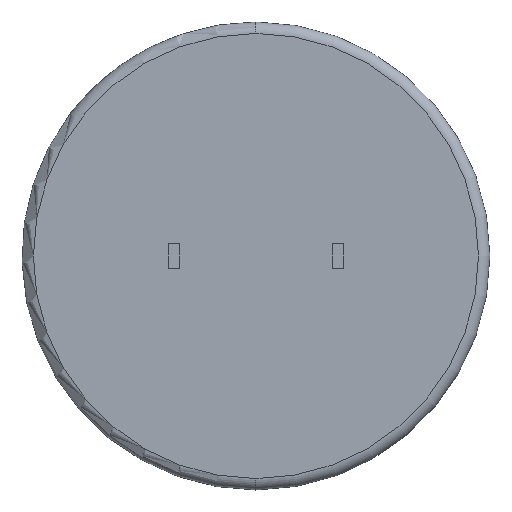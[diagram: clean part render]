
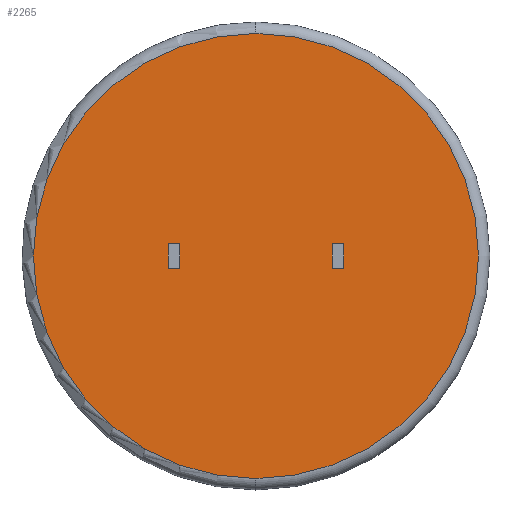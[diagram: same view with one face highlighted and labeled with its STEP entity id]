
A CAD part, front view. The second image highlights one B-rep face of the part: STEP entity #2265.
In plain terms, the highlighted planar face has unit normal (0, -1, 0).
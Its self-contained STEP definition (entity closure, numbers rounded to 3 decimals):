
#16 = FACE_BOUND ( 'NONE', #2322, .T. ) ;
#20 = EDGE_CURVE ( 'NONE', #1421, #1334, #371, .T. ) ;
#87 = FACE_BOUND ( 'NONE', #847, .T. ) ;
#113 = AXIS2_PLACEMENT_3D ( 'NONE', #681, #519, #700 ) ;
#116 = EDGE_CURVE ( 'NONE', #1244, #1368, #1473, .T. ) ;
#181 = DIRECTION ( 'NONE',  ( -1., 0., 0. ) ) ;
#193 = CARTESIAN_POINT ( 'NONE',  ( -4.73, 0., -0.75 ) ) ;
#241 = VERTEX_POINT ( 'NONE', #739 ) ;
#251 = CARTESIAN_POINT ( 'NONE',  ( -5.43, 0., 0.75 ) ) ;
#255 = ORIENTED_EDGE ( 'NONE', *, *, #1159, .F. ) ;
#322 = DIRECTION ( 'NONE',  ( 0., -1., 0. ) ) ;
#371 = LINE ( 'NONE', #2292, #1137 ) ;
#378 = AXIS2_PLACEMENT_3D ( 'NONE', #2222, #322, #1161 ) ;
#382 = EDGE_CURVE ( 'NONE', #1334, #2272, #2513, .T. ) ;
#385 = VERTEX_POINT ( 'NONE', #1297 ) ;
#386 = VERTEX_POINT ( 'NONE', #251 ) ;
#426 = PLANE ( 'NONE',  #1510 ) ;
#435 = LINE ( 'NONE', #471, #946 ) ;
#441 = VERTEX_POINT ( 'NONE', #929 ) ;
#448 = DIRECTION ( 'NONE',  ( 0., 0., 1. ) ) ;
#457 = CARTESIAN_POINT ( 'NONE',  ( 0., 0., 0. ) ) ;
#471 = CARTESIAN_POINT ( 'NONE',  ( -4.73, 0., 0.75 ) ) ;
#519 = DIRECTION ( 'NONE',  ( 0., -1., 0. ) ) ;
#538 = EDGE_CURVE ( 'NONE', #385, #241, #1136, .T. ) ;
#567 = ORIENTED_EDGE ( 'NONE', *, *, #538, .T. ) ;
#568 = CARTESIAN_POINT ( 'NONE',  ( 4.73, 0., -0.75 ) ) ;
#604 = CARTESIAN_POINT ( 'NONE',  ( 4.73, 0., 0.75 ) ) ;
#681 = CARTESIAN_POINT ( 'NONE',  ( 0., 0., 0. ) ) ;
#700 = DIRECTION ( 'NONE',  ( 0., 0., 1. ) ) ;
#739 = CARTESIAN_POINT ( 'NONE',  ( 0., 0., -13.791 ) ) ;
#749 = VECTOR ( 'NONE', #1633, 1000. ) ;
#847 = EDGE_LOOP ( 'NONE', ( #1790, #1815, #2603, #2155 ) ) ;
#929 = CARTESIAN_POINT ( 'NONE',  ( -4.73, 0., 0.75 ) ) ;
#946 = VECTOR ( 'NONE', #2168, 1000. ) ;
#975 = EDGE_CURVE ( 'NONE', #386, #441, #1932, .T. ) ;
#992 = ORIENTED_EDGE ( 'NONE', *, *, #20, .F. ) ;
#1030 = DIRECTION ( 'NONE',  ( 1., 0., 0. ) ) ;
#1078 = LINE ( 'NONE', #2522, #1349 ) ;
#1088 = VERTEX_POINT ( 'NONE', #1821 ) ;
#1136 = CIRCLE ( 'NONE', #378, 13.791 ) ;
#1137 = VECTOR ( 'NONE', #2281, 1000. ) ;
#1155 = EDGE_CURVE ( 'NONE', #241, #385, #1574, .T. ) ;
#1159 = EDGE_CURVE ( 'NONE', #2272, #1088, #1078, .T. ) ;
#1161 = DIRECTION ( 'NONE',  ( 0., 0., 1. ) ) ;
#1190 = CARTESIAN_POINT ( 'NONE',  ( -5.43, 0., -0.75 ) ) ;
#1206 = DIRECTION ( 'NONE',  ( 1., 0., 0. ) ) ;
#1244 = VERTEX_POINT ( 'NONE', #1190 ) ;
#1285 = DIRECTION ( 'NONE',  ( 0., 1., 0. ) ) ;
#1297 = CARTESIAN_POINT ( 'NONE',  ( 0., 0., 13.791 ) ) ;
#1299 = EDGE_CURVE ( 'NONE', #1244, #386, #2489, .T. ) ;
#1334 = VERTEX_POINT ( 'NONE', #568 ) ;
#1349 = VECTOR ( 'NONE', #2163, 1000. ) ;
#1368 = VERTEX_POINT ( 'NONE', #193 ) ;
#1421 = VERTEX_POINT ( 'NONE', #604 ) ;
#1473 = LINE ( 'NONE', #2753, #2410 ) ;
#1496 = EDGE_CURVE ( 'NONE', #441, #1368, #435, .T. ) ;
#1503 = CARTESIAN_POINT ( 'NONE',  ( 5.43, 0., -0.75 ) ) ;
#1510 = AXIS2_PLACEMENT_3D ( 'NONE', #457, #1285, #448 ) ;
#1574 = CIRCLE ( 'NONE', #113, 13.791 ) ;
#1633 = DIRECTION ( 'NONE',  ( 0., 0., 1. ) ) ;
#1671 = CARTESIAN_POINT ( 'NONE',  ( 4.73, 0., 0.75 ) ) ;
#1699 = FACE_OUTER_BOUND ( 'NONE', #2704, .T. ) ;
#1790 = ORIENTED_EDGE ( 'NONE', *, *, #1299, .T. ) ;
#1815 = ORIENTED_EDGE ( 'NONE', *, *, #975, .T. ) ;
#1821 = CARTESIAN_POINT ( 'NONE',  ( 5.43, 0., 0.75 ) ) ;
#1858 = VECTOR ( 'NONE', #1030, 1000. ) ;
#1887 = ORIENTED_EDGE ( 'NONE', *, *, #2325, .F. ) ;
#1932 = LINE ( 'NONE', #2446, #2760 ) ;
#1968 = VECTOR ( 'NONE', #181, 1000. ) ;
#2077 = CARTESIAN_POINT ( 'NONE',  ( 4.73, 0., -0.75 ) ) ;
#2155 = ORIENTED_EDGE ( 'NONE', *, *, #116, .F. ) ;
#2163 = DIRECTION ( 'NONE',  ( 0., 0., 1. ) ) ;
#2168 = DIRECTION ( 'NONE',  ( 0., 0., -1. ) ) ;
#2182 = LINE ( 'NONE', #1671, #1968 ) ;
#2222 = CARTESIAN_POINT ( 'NONE',  ( 0., 0., 0. ) ) ;
#2265 = ADVANCED_FACE ( 'NONE', ( #1699, #87, #16 ), #426, .F. ) ;
#2272 = VERTEX_POINT ( 'NONE', #1503 ) ;
#2281 = DIRECTION ( 'NONE',  ( 0., 0., -1. ) ) ;
#2292 = CARTESIAN_POINT ( 'NONE',  ( 4.73, 0., -0.75 ) ) ;
#2322 = EDGE_LOOP ( 'NONE', ( #992, #1887, #255, #2353 ) ) ;
#2325 = EDGE_CURVE ( 'NONE', #1088, #1421, #2182, .T. ) ;
#2353 = ORIENTED_EDGE ( 'NONE', *, *, #382, .F. ) ;
#2410 = VECTOR ( 'NONE', #1206, 1000. ) ;
#2417 = DIRECTION ( 'NONE',  ( 1., 0., 0. ) ) ;
#2446 = CARTESIAN_POINT ( 'NONE',  ( -5.43, 0., 0.75 ) ) ;
#2482 = CARTESIAN_POINT ( 'NONE',  ( -5.43, 0., 0. ) ) ;
#2489 = LINE ( 'NONE', #2482, #749 ) ;
#2513 = LINE ( 'NONE', #2077, #1858 ) ;
#2522 = CARTESIAN_POINT ( 'NONE',  ( 5.43, 0., 0. ) ) ;
#2571 = ORIENTED_EDGE ( 'NONE', *, *, #1155, .T. ) ;
#2603 = ORIENTED_EDGE ( 'NONE', *, *, #1496, .T. ) ;
#2704 = EDGE_LOOP ( 'NONE', ( #567, #2571 ) ) ;
#2753 = CARTESIAN_POINT ( 'NONE',  ( -5.43, 0., -0.75 ) ) ;
#2760 = VECTOR ( 'NONE', #2417, 1000. ) ;
